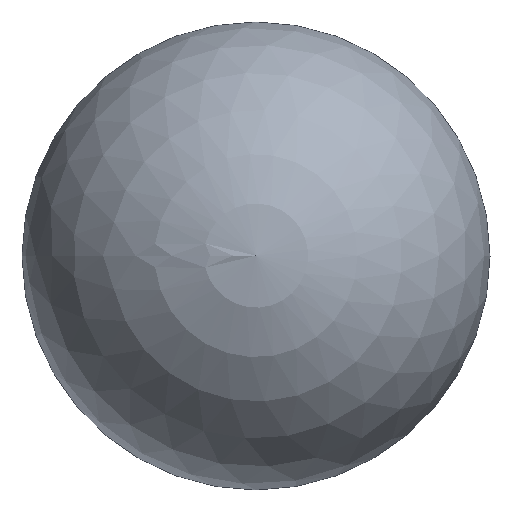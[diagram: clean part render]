
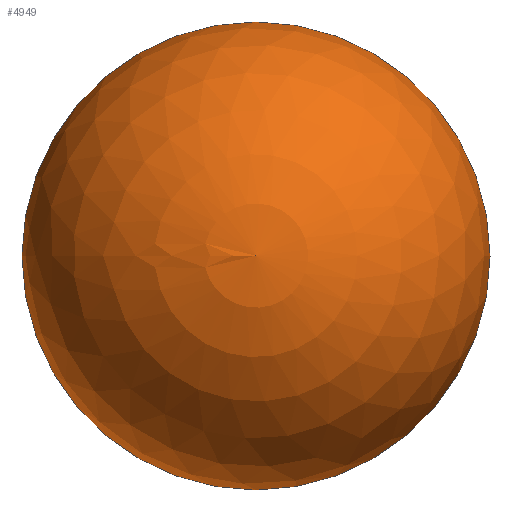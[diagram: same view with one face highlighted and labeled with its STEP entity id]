
A CAD part, top view. The second image highlights one B-rep face of the part: STEP entity #4949.
In plain terms, the highlighted spherical face has radius 40 mm.
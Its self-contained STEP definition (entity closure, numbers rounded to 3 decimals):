
#108 = DIRECTION ( 'NONE',  ( 0., 0., 1. ) ) ;
#378 = AXIS2_PLACEMENT_3D ( 'NONE', #6892, #6257, #1574 ) ;
#776 = AXIS2_PLACEMENT_3D ( 'NONE', #6245, #108, #2291 ) ;
#1138 = SPHERICAL_SURFACE ( 'NONE', #378, 40. ) ;
#1305 = CIRCLE ( 'NONE', #776, 40. ) ;
#1557 = CIRCLE ( 'NONE', #6365, 40. ) ;
#1574 = DIRECTION ( 'NONE',  ( -1., 0., 0. ) ) ;
#2291 = DIRECTION ( 'NONE',  ( 1., 0., 0. ) ) ;
#2450 = VERTEX_POINT ( 'NONE', #4979 ) ;
#2706 = EDGE_CURVE ( 'NONE', #2450, #9614, #1557, .T. ) ;
#3536 = ORIENTED_EDGE ( 'NONE', *, *, #2706, .F. ) ;
#4305 = DIRECTION ( 'NONE',  ( 0., 0., -1. ) ) ;
#4445 = EDGE_CURVE ( 'NONE', #2450, #9614, #1305, .T. ) ;
#4666 = FACE_OUTER_BOUND ( 'NONE', #7164, .T. ) ;
#4949 = ADVANCED_FACE ( 'NONE', ( #4666 ), #1138, .T. ) ;
#4979 = CARTESIAN_POINT ( 'NONE',  ( 0., -40., 0. ) ) ;
#5134 = DIRECTION ( 'NONE',  ( -1., 0., 0. ) ) ;
#5611 = CARTESIAN_POINT ( 'NONE',  ( 0., 40., 0. ) ) ;
#6245 = CARTESIAN_POINT ( 'NONE',  ( 0., 0., 0. ) ) ;
#6257 = DIRECTION ( 'NONE',  ( 0., 0., 1. ) ) ;
#6365 = AXIS2_PLACEMENT_3D ( 'NONE', #6526, #4305, #5134 ) ;
#6526 = CARTESIAN_POINT ( 'NONE',  ( 0., 0., 0. ) ) ;
#6892 = CARTESIAN_POINT ( 'NONE',  ( 0., 0., 0. ) ) ;
#7164 = EDGE_LOOP ( 'NONE', ( #3536, #8092 ) ) ;
#8092 = ORIENTED_EDGE ( 'NONE', *, *, #4445, .T. ) ;
#9614 = VERTEX_POINT ( 'NONE', #5611 ) ;
